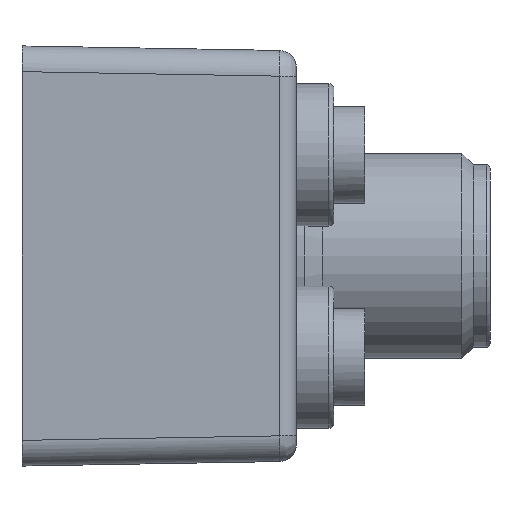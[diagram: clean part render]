
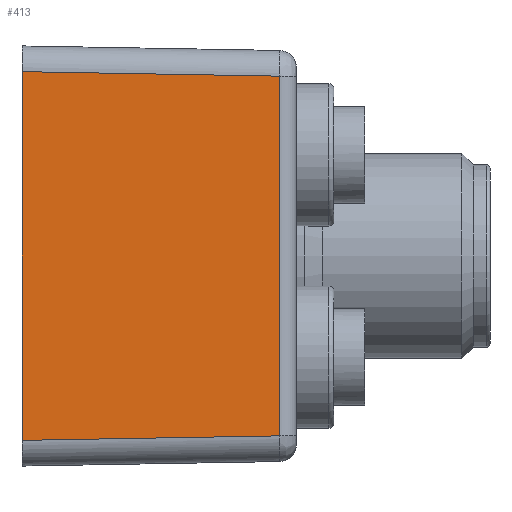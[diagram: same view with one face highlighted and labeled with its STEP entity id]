
A CAD part, left-side view. The second image highlights one B-rep face of the part: STEP entity #413.
In plain terms, the highlighted planar face has unit normal (-1, -0.018, 0).
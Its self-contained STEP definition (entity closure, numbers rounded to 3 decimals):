
#98=FACE_OUTER_BOUND('',#962,.T.);
#173=LINE('',#3432,#232);
#177=LINE('',#3520,#236);
#178=LINE('',#3522,#237);
#179=LINE('',#3524,#238);
#232=VECTOR('',#2747,1.);
#236=VECTOR('',#2763,1.);
#237=VECTOR('',#2766,1.);
#238=VECTOR('',#2767,1.);
#301=PLANE('',#2267);
#413=ADVANCED_FACE('',(#98),#301,.F.);
#962=EDGE_LOOP('',(#1302,#1303,#1304,#1305));
#1302=ORIENTED_EDGE('',*,*,#1860,.T.);
#1303=ORIENTED_EDGE('',*,*,#1861,.T.);
#1304=ORIENTED_EDGE('',*,*,#1862,.T.);
#1305=ORIENTED_EDGE('',*,*,#1851,.F.);
#1657=VERTEX_POINT('',#3431);
#1658=VERTEX_POINT('',#3433);
#1662=VERTEX_POINT('',#3519);
#1663=VERTEX_POINT('',#3523);
#1851=EDGE_CURVE('',#1657,#1658,#173,.T.);
#1860=EDGE_CURVE('',#1657,#1662,#177,.T.);
#1861=EDGE_CURVE('',#1662,#1663,#178,.T.);
#1862=EDGE_CURVE('',#1663,#1658,#179,.T.);
#2267=AXIS2_PLACEMENT_3D('',#3525,#2768,#2769);
#2747=DIRECTION('',(0.,0.,1.));
#2763=DIRECTION('',(0.017,-1.,0.017));
#2766=DIRECTION('',(0.,0.,1.));
#2767=DIRECTION('',(-0.017,1.,0.017));
#2768=DIRECTION('',(1.,0.017,0.));
#2769=DIRECTION('',(0.017,-1.,0.));
#3431=CARTESIAN_POINT('',(41.052,69.8,-5.553));
#3432=CARTESIAN_POINT('',(41.052,69.8,-6.8));
#3433=CARTESIAN_POINT('',(41.052,69.8,15.953));
#3519=CARTESIAN_POINT('',(41.314,54.783,-5.291));
#3520=CARTESIAN_POINT('',(41.298,55.727,-5.308));
#3522=CARTESIAN_POINT('',(41.314,54.783,5.2));
#3523=CARTESIAN_POINT('',(41.314,54.783,15.691));
#3524=CARTESIAN_POINT('',(41.298,55.727,15.708));
#3525=CARTESIAN_POINT('',(41.295,55.911,5.2));
